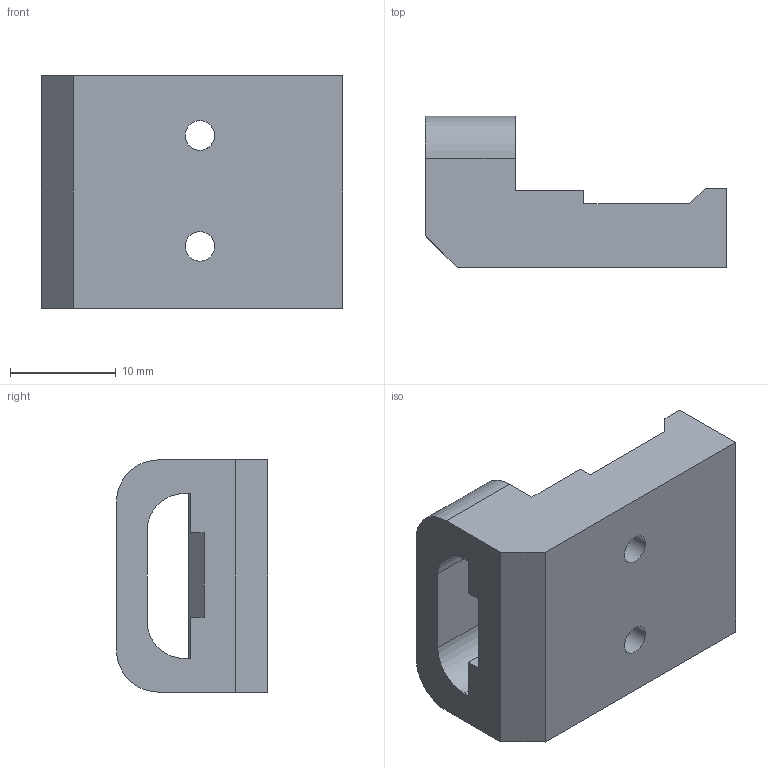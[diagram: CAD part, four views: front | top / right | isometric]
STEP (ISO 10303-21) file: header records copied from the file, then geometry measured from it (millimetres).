
FILE_DESCRIPTION(/* description */ (''),/* implementation_level */ '2;1');
FILE_NAME(/* name */ 'STLink_v3_minie_holder v11.step',/* time_stamp */ '2025-06-05T19:53:34+02:00',/* author */ (''),/* organization */ (''),/* preprocessor_version */ 'ST-DEVELOPER v20.1',/* originating_system */ 'Autodesk Translation Framework v14.10.0.0',/* authorisation */ '');
FILE_SCHEMA (('AUTOMOTIVE_DESIGN { 1 0 10303 214 3 1 1 }'));
Length unit declared in the file: millimetre
Products named in the file (2): STLink_v3_minie_holder; STLinkHolder
Assembly tree (1 placements, depth 2):
  STLink_v3_minie_holder
    STLinkHolder
Bounding box: 28.5 x 14.3 x 22 mm (x, y, z)
Volume: 4696.7 mm3; surface area: 2639.8 mm2
Topology: 1 solids, 1 shells, 26 faces, 81 edges, 54 vertices
Faces by surface type: plane 20, cylinder 6
Full cylindrical faces by diameter (mm): 2.8 x2
Entity records: 966 total; most frequent: CARTESIAN_POINT 164, ORIENTED_EDGE 162, DIRECTION 155, EDGE_CURVE 81, LINE 65, VECTOR 65, VERTEX_POINT 54, AXIS2_PLACEMENT_3D 45
